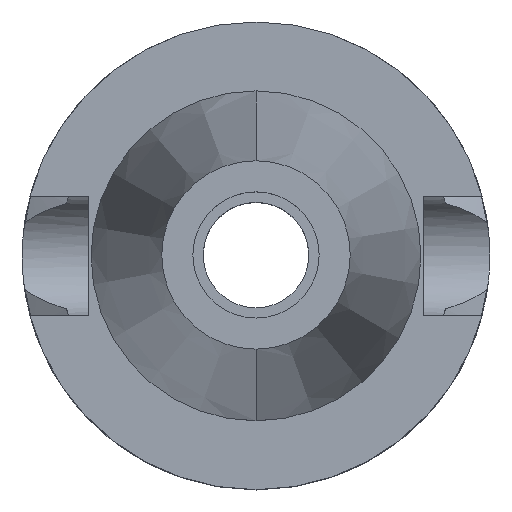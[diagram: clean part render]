
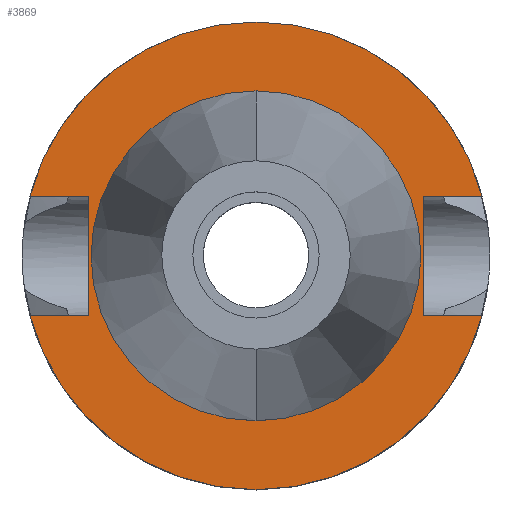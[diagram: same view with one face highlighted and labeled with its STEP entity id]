
A CAD part, top view. The second image highlights one B-rep face of the part: STEP entity #3869.
In plain terms, the highlighted planar face has unit normal (0, 0, 1).
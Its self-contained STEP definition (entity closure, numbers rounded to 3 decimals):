
#1694=DIRECTION('',(1.,0.,0.));
#1695=VECTOR('',#1694,7.954);
#1696=CARTESIAN_POINT('',(22.5,8.05,-1.));
#1697=LINE('',#1696,#1695);
#1741=DIRECTION('',(0.,1.,0.));
#1742=VECTOR('',#1741,16.1);
#1743=CARTESIAN_POINT('',(-22.5,-8.05,-1.));
#1744=LINE('',#1743,#1742);
#1748=DIRECTION('',(-1.,0.,0.));
#1749=VECTOR('',#1748,7.954);
#1750=CARTESIAN_POINT('',(-22.5,8.05,-1.));
#1751=LINE('',#1750,#1749);
#1755=CARTESIAN_POINT('',(0.,0.,-1.));
#1756=DIRECTION('',(0.,0.,-1.));
#1757=DIRECTION('',(-0.967,0.256,0.));
#1758=AXIS2_PLACEMENT_3D('',#1755,#1756,#1757);
#1763=CARTESIAN_POINT('',(0.,0.,-1.));
#1764=DIRECTION('',(0.,0.,-1.));
#1765=DIRECTION('',(0.,1.,0.));
#1766=AXIS2_PLACEMENT_3D('',#1763,#1764,#1765);
#1771=DIRECTION('',(0.,-1.,0.));
#1772=VECTOR('',#1771,16.1);
#1773=CARTESIAN_POINT('',(22.5,8.05,-1.));
#1774=LINE('',#1773,#1772);
#1778=DIRECTION('',(1.,0.,0.));
#1779=VECTOR('',#1778,7.954);
#1780=CARTESIAN_POINT('',(22.5,-8.05,-1.));
#1781=LINE('',#1780,#1779);
#1785=CARTESIAN_POINT('',(0.,0.,-1.));
#1786=DIRECTION('',(0.,0.,-1.));
#1787=DIRECTION('',(0.967,-0.256,0.));
#1788=AXIS2_PLACEMENT_3D('',#1785,#1786,#1787);
#1793=CARTESIAN_POINT('',(0.,0.,-1.));
#1794=DIRECTION('',(0.,0.,-1.));
#1795=DIRECTION('',(0.,-1.,0.));
#1796=AXIS2_PLACEMENT_3D('',#1793,#1794,#1795);
#1801=CARTESIAN_POINT('',(0.,0.,-1.));
#1802=DIRECTION('',(0.,0.,1.));
#1803=DIRECTION('',(0.,-1.,0.));
#1804=AXIS2_PLACEMENT_3D('',#1801,#1802,#1803);
#1809=CARTESIAN_POINT('',(0.,0.,-1.));
#1810=DIRECTION('',(0.,0.,1.));
#1811=DIRECTION('',(0.,1.,0.));
#1812=AXIS2_PLACEMENT_3D('',#1809,#1810,#1811);
#1847=DIRECTION('',(-1.,0.,0.));
#1848=VECTOR('',#1847,7.954);
#1849=CARTESIAN_POINT('',(-22.5,-8.05,-1.));
#1850=LINE('',#1849,#1848);
#2595=CARTESIAN_POINT('',(-22.5,-8.05,-1.));
#2596=VERTEX_POINT('',#2595);
#2597=CARTESIAN_POINT('',(-30.454,-8.05,-1.));
#2598=VERTEX_POINT('',#2597);
#2601=CARTESIAN_POINT('',(-22.5,8.05,-1.));
#2602=VERTEX_POINT('',#2601);
#2603=CARTESIAN_POINT('',(-30.454,8.05,-1.));
#2604=VERTEX_POINT('',#2603);
#2605=CARTESIAN_POINT('',(0.,31.5,-1.));
#2606=CARTESIAN_POINT('',(30.454,8.05,-1.));
#2607=VERTEX_POINT('',#2605);
#2608=VERTEX_POINT('',#2606);
#2609=CARTESIAN_POINT('',(22.5,8.05,-1.));
#2610=VERTEX_POINT('',#2609);
#2611=CARTESIAN_POINT('',(22.5,-8.05,-1.));
#2612=VERTEX_POINT('',#2611);
#2613=CARTESIAN_POINT('',(30.454,-8.05,-1.));
#2614=VERTEX_POINT('',#2613);
#2615=CARTESIAN_POINT('',(0.,-31.5,-1.));
#2616=VERTEX_POINT('',#2615);
#2617=CARTESIAN_POINT('',(0.,-22.225,-1.));
#2618=CARTESIAN_POINT('',(0.,22.225,-1.));
#2619=VERTEX_POINT('',#2617);
#2620=VERTEX_POINT('',#2618);
#3839=CARTESIAN_POINT('',(0.,0.,-1.));
#3840=DIRECTION('',(0.,0.,-1.));
#3841=DIRECTION('',(0.,-1.,0.));
#3842=AXIS2_PLACEMENT_3D('',#3839,#3840,#3841);
#3843=PLANE('',#3842);
#3845=ORIENTED_EDGE('',*,*,#3844,.T.);
#3846=ORIENTED_EDGE('',*,*,#3782,.T.);
#3848=ORIENTED_EDGE('',*,*,#3847,.T.);
#3850=ORIENTED_EDGE('',*,*,#3849,.T.);
#3851=ORIENTED_EDGE('',*,*,#3816,.F.);
#3852=ORIENTED_EDGE('',*,*,#3829,.T.);
#3854=ORIENTED_EDGE('',*,*,#3853,.T.);
#3856=ORIENTED_EDGE('',*,*,#3855,.T.);
#3858=ORIENTED_EDGE('',*,*,#3857,.T.);
#3860=ORIENTED_EDGE('',*,*,#3859,.F.);
#3861=EDGE_LOOP('',(#3845,#3846,#3848,#3850,#3851,#3852,#3854,#3856,#3858,
#3860));
#3862=FACE_OUTER_BOUND('',#3861,.F.);
#3864=ORIENTED_EDGE('',*,*,#3863,.T.);
#3866=ORIENTED_EDGE('',*,*,#3865,.T.);
#3867=EDGE_LOOP('',(#3864,#3866));
#3868=FACE_BOUND('',#3867,.F.);
#1759=CIRCLE('',#1758,31.5);
#1767=CIRCLE('',#1766,31.5);
#1789=CIRCLE('',#1788,31.5);
#1797=CIRCLE('',#1796,31.5);
#1805=CIRCLE('',#1804,22.225);
#1813=CIRCLE('',#1812,22.225);
#3782=EDGE_CURVE('',#2602,#2604,#1751,.T.);
#3816=EDGE_CURVE('',#2610,#2608,#1697,.T.);
#3829=EDGE_CURVE('',#2610,#2612,#1774,.T.);
#3844=EDGE_CURVE('',#2596,#2602,#1744,.T.);
#3847=EDGE_CURVE('',#2604,#2607,#1759,.T.);
#3849=EDGE_CURVE('',#2607,#2608,#1767,.T.);
#3853=EDGE_CURVE('',#2612,#2614,#1781,.T.);
#3855=EDGE_CURVE('',#2614,#2616,#1789,.T.);
#3857=EDGE_CURVE('',#2616,#2598,#1797,.T.);
#3859=EDGE_CURVE('',#2596,#2598,#1850,.T.);
#3863=EDGE_CURVE('',#2619,#2620,#1805,.T.);
#3865=EDGE_CURVE('',#2620,#2619,#1813,.T.);
#3869=ADVANCED_FACE('',(#3862,#3868),#3843,.F.);
